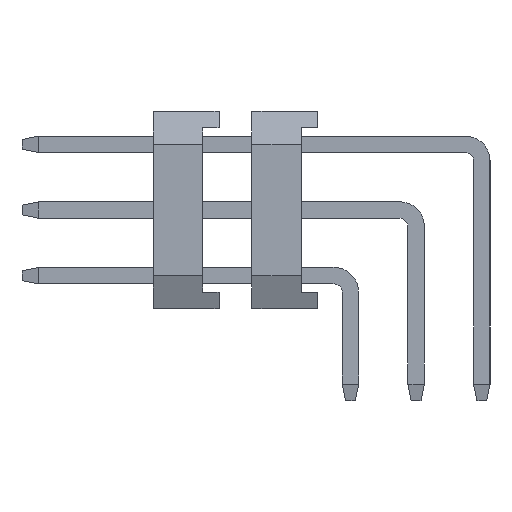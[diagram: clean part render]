
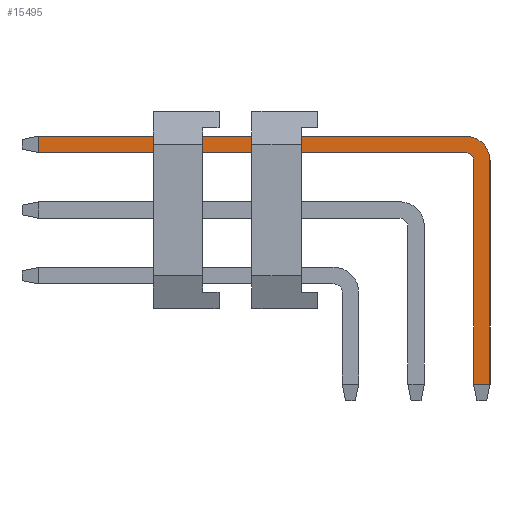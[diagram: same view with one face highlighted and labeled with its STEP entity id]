
A CAD part, left-side view. The second image highlights one B-rep face of the part: STEP entity #15495.
In plain terms, the highlighted planar face has unit normal (-1, 0, 0).
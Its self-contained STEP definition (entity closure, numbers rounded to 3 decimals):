
#15249=CARTESIAN_POINT('',(19.75,8.5,1.75));
#15250=VERTEX_POINT('',#15249);
#15273=CARTESIAN_POINT('',(19.75,8.5,2.25));
#15274=VERTEX_POINT('',#15273);
#15275=CARTESIAN_POINT('',(19.75,8.5,1.75));
#15276=DIRECTION('',(0.,0.,1.));
#15277=VECTOR('',#15276,0.5);
#15278=LINE('',#15275,#15277);
#15279=EDGE_CURVE('',#15250,#15274,#15278,.T.);
#15320=CARTESIAN_POINT('',(19.75,-4.5,2.25));
#15321=VERTEX_POINT('',#15320);
#15322=CARTESIAN_POINT('',(19.75,8.5,2.25));
#15323=DIRECTION('',(0.,-1.,0.));
#15324=VECTOR('',#15323,13.);
#15325=LINE('',#15322,#15324);
#15326=EDGE_CURVE('',#15274,#15321,#15325,.T.);
#15427=CARTESIAN_POINT('',(19.75,-4.5,1.75));
#15428=VERTEX_POINT('',#15427);
#15435=CARTESIAN_POINT('',(19.75,-4.5,1.75));
#15436=DIRECTION('',(0.,1.,0.));
#15437=VECTOR('',#15436,13.);
#15438=LINE('',#15435,#15437);
#15439=EDGE_CURVE('',#15428,#15250,#15438,.T.);
#15445=CARTESIAN_POINT('',(19.75,9.,2.25));
#15446=DIRECTION('',(0.,0.,-1.));
#15447=DIRECTION('',(-1.,-0.,-0.));
#15448=AXIS2_PLACEMENT_3D('',#15445,#15447,#15446);
#15449=PLANE('',#15448);
#15450=ORIENTED_EDGE('',*,*,#15439,.F.);
#15451=CARTESIAN_POINT('',(19.75,-4.75,1.5));
#15452=VERTEX_POINT('',#15451);
#15453=CARTESIAN_POINT('',(19.75,-4.5,1.5));
#15454=DIRECTION('',(0.,0.,1.));
#15455=DIRECTION('',(1.,0.,0.));
#15456=AXIS2_PLACEMENT_3D('',#15453,#15455,#15454);
#15457=CIRCLE('',#15456,0.25);
#15458=EDGE_CURVE('',#15428,#15452,#15457,.T.);
#15459=ORIENTED_EDGE('',*,*,#15458,.T.);
#15460=CARTESIAN_POINT('',(19.75,-4.75,-5.3));
#15461=VERTEX_POINT('',#15460);
#15462=CARTESIAN_POINT('',(19.75,-4.75,1.5));
#15463=DIRECTION('',(0.,0.,-1.));
#15464=VECTOR('',#15463,6.8);
#15465=LINE('',#15462,#15464);
#15466=EDGE_CURVE('',#15452,#15461,#15465,.T.);
#15467=ORIENTED_EDGE('',*,*,#15466,.T.);
#15468=CARTESIAN_POINT('',(19.75,-5.25,-5.3));
#15469=VERTEX_POINT('',#15468);
#15470=CARTESIAN_POINT('',(19.75,-4.75,-5.3));
#15471=DIRECTION('',(0.,-1.,0.));
#15472=VECTOR('',#15471,0.5);
#15473=LINE('',#15470,#15472);
#15474=EDGE_CURVE('',#15461,#15469,#15473,.T.);
#15475=ORIENTED_EDGE('',*,*,#15474,.T.);
#15476=CARTESIAN_POINT('',(19.75,-5.25,1.5));
#15477=VERTEX_POINT('',#15476);
#15478=CARTESIAN_POINT('',(19.75,-5.25,-5.3));
#15479=DIRECTION('',(0.,0.,1.));
#15480=VECTOR('',#15479,6.8);
#15481=LINE('',#15478,#15480);
#15482=EDGE_CURVE('',#15469,#15477,#15481,.T.);
#15483=ORIENTED_EDGE('',*,*,#15482,.T.);
#15484=CARTESIAN_POINT('',(19.75,-4.5,1.5));
#15485=DIRECTION('',(0.,-1.,0.));
#15486=DIRECTION('',(-1.,0.,0.));
#15487=AXIS2_PLACEMENT_3D('',#15484,#15486,#15485);
#15488=CIRCLE('',#15487,0.75);
#15489=EDGE_CURVE('',#15477,#15321,#15488,.T.);
#15490=ORIENTED_EDGE('',*,*,#15489,.T.);
#15491=ORIENTED_EDGE('',*,*,#15326,.F.);
#15492=ORIENTED_EDGE('',*,*,#15279,.F.);
#15493=EDGE_LOOP('',(#15450,#15459,#15467,#15475,#15483,#15490,#15491,#15492));
#15494=FACE_OUTER_BOUND('',#15493,.T.);
#15495=ADVANCED_FACE('',(#15494),#15449,.T.);
